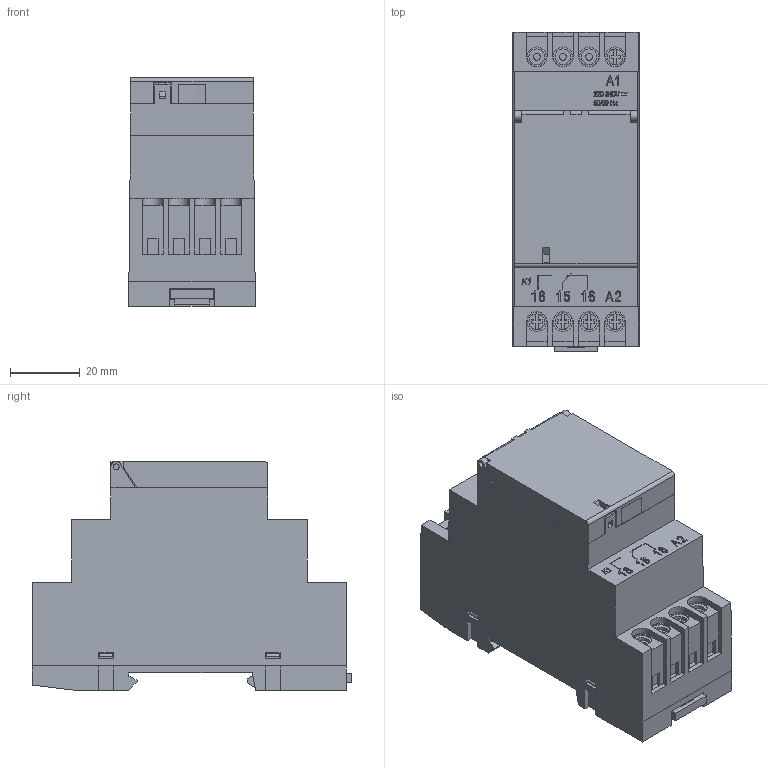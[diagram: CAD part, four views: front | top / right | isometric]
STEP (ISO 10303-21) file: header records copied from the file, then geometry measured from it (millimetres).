
FILE_DESCRIPTION (( 'STEP AP214' ), '1' );
FILE_NAME ('TM-AS-1(TE-80,TE-80-24).ÃÌ Òàéìåð ýëåêòðîííûé àñòðîíîìè÷åñêèé îäíîêàíàëüíûé TM-AS EKF PROxima.STEP', '2024-08-01T07:22:33', ( '' ), ( '' ), 'SwSTEP 2.0', 'SolidWorks 2021', '' );
FILE_SCHEMA (( 'AUTOMOTIVE_DESIGN' ));
Length unit declared in the file: millimetre
Products named in the file (7): Êîïèÿ TM-AS-1.ÃÌ-00.00.004 Çàùåëêà^TM-AS-1(TE-80,TE-80-24).ÃÌ Òàéìåð ýëåêòðîííûé àñòðîíîìè÷åñêèé îäíîêàíàëüíûé TM-AS EKF PROxima_00; Êîïèÿ TM-AS-1.ÃÌ-00.00.006 Ïëàòà ïå÷àòíàÿ^TM-AS-1(TE-80,TE-80-24).ÃÌ Òàéìåð ýëåêòðîííûé àñòðîíîìè÷åñêèé îäíîêàíàëüíûé TM-AS EKF PROxima_00; Êîïèÿ TM-AS-1.ÃÌ-00.00.001 Ïîëóêîðïóñ íèæíèé^TM-AS-1(TE-80,TE-80-24).ÃÌ Òàéìåð ýëåêòðîííûé àñòðîíîìè÷åñêèé îäíîêàíàëüíûé TM-AS EKF PROxima_00; Êîïèÿ TM-AS-1.ÃÌ-00.00.003 Êðûøêà çàùèòíàÿ^TM-AS-1(TE-80,TE-80-24).ÃÌ Òàéìåð ýëåêòðîííûé àñòðîíîìè÷åñêèé îäíîêàíàëüíûé TM-AS EKF PROxima_00; TM-AS-1(TE-80,TE-80-24).ÃÌ Òàéìåð ýëåêòðîííûé àñòðîíîìè÷åñêèé îäíîêàíàëüíûé TM-AS EKF PROxima; Êîïèÿ TM-AS-1.ÃÌ-00.00.005 Äèñïëåé^TM-AS-1(TE-80,TE-80-24).ÃÌ Òàéìåð ýëåêòðîííûé àñòðîíîìè÷åñêèé îäíîêàíàëüíûé TM-AS EKF PROxima_00; Êîïèÿ TM-AS-1.ÃÌ-00.00.002 Ïîëóêîðïóñ âåðõíèé^TM-AS-1(TE-80,TE-80-24).ÃÌ Òàéìåð ýëåêòðîííûé àñòðîíîìè÷åñêèé îäíîêàíàëüíûé TM-AS EKF PROxima_00
Assembly tree (6 placements, depth 2):
  TM-AS-1(TE-80,TE-80-24).ÃÌ Òàéìåð ýëåêòðîííûé àñòðîíîìè÷åñêèé îäíîêàíàëüíûé TM-AS EKF PROxima
    Êîïèÿ TM-AS-1.ÃÌ-00.00.001 Ïîëóêîðïóñ íèæíèé^TM-AS-1(TE-80,TE-80-24).ÃÌ Òàéìåð ýëåêòðîííûé àñòðîíîìè÷åñêèé îäíîêàíàëüíûé TM-AS EKF PROxima_00
    Êîïèÿ TM-AS-1.ÃÌ-00.00.002 Ïîëóêîðïóñ âåðõíèé^TM-AS-1(TE-80,TE-80-24).ÃÌ Òàéìåð ýëåêòðîííûé àñòðîíîìè÷åñêèé îäíîêàíàëüíûé TM-AS EKF PROxima_00
    Êîïèÿ TM-AS-1.ÃÌ-00.00.003 Êðûøêà çàùèòíàÿ^TM-AS-1(TE-80,TE-80-24).ÃÌ Òàéìåð ýëåêòðîííûé àñòðîíîìè÷åñêèé îäíîêàíàëüíûé TM-AS EKF PROxima_00
    Êîïèÿ TM-AS-1.ÃÌ-00.00.004 Çàùåëêà^TM-AS-1(TE-80,TE-80-24).ÃÌ Òàéìåð ýëåêòðîííûé àñòðîíîìè÷åñêèé îäíîêàíàëüíûé TM-AS EKF PROxima_00
    Êîïèÿ TM-AS-1.ÃÌ-00.00.005 Äèñïëåé^TM-AS-1(TE-80,TE-80-24).ÃÌ Òàéìåð ýëåêòðîííûé àñòðîíîìè÷åñêèé îäíîêàíàëüíûé TM-AS EKF PROxima_00
    Êîïèÿ TM-AS-1.ÃÌ-00.00.006 Ïëàòà ïå÷àòíàÿ^TM-AS-1(TE-80,TE-80-24).ÃÌ Òàéìåð ýëåêòðîííûé àñòðîíîìè÷åñêèé îäíîêàíàëüíûé TM-AS EKF PROxima_00
Bounding box: 36.2 x 91.6 x 65.6 mm (x, y, z)
Volume: 75226.9 mm3; surface area: 73531.4 mm2
Topology: 13 solids, 13 shells, 1383 faces, 3837 edges, 2536 vertices
Faces by surface type: plane 1093, bspline 163, cylinder 127
Entity records: 53684 total; most frequent: CARTESIAN_POINT 17696, ORIENTED_EDGE 7674, DIRECTION 6241, EDGE_CURVE 3837, LINE 3223, VECTOR 3223, VERTEX_POINT 2536, AXIS2_PLACEMENT_3D 1509
